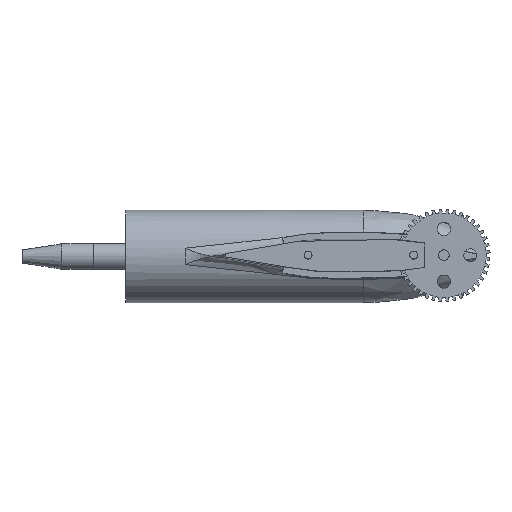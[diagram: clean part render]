
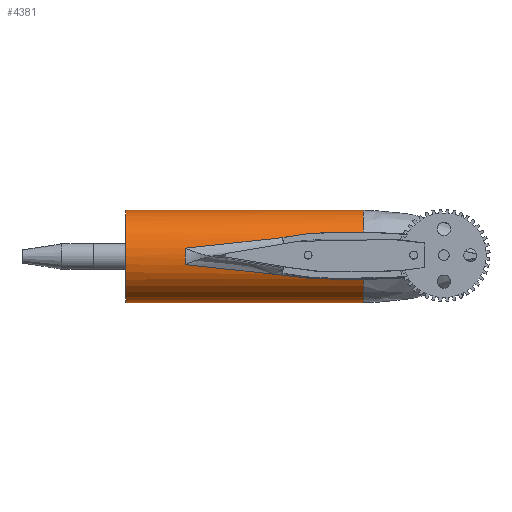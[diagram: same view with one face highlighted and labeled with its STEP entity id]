
A CAD part, top view. The second image highlights one B-rep face of the part: STEP entity #4381.
In plain terms, the highlighted cylindrical face has radius 35.15 mm (diameter 70.3 mm), a full revolution.
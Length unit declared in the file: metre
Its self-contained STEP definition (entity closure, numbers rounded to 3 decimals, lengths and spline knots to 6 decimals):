
#52=B_SPLINE_CURVE_WITH_KNOTS('',3,(#6374,#6375,#6376,#6377,#6378,#6379,
#6380,#6381,#6382,#6383,#6384,#6385,#6386,#6387,#6388,#6389,#6390),
 .UNSPECIFIED.,.F.,.F.,(4,1,1,1,2,1,1,1,1,1,1,1,1,4),(-13.605599,
-12.441843,-11.278088,-10.987149,-10.69621,
-10.161399,-9.626589,-8.556968,-7.487347,
-6.417726,-5.348105,-4.278484,-2.139242,
0.),.UNSPECIFIED.);
#53=B_SPLINE_CURVE_WITH_KNOTS('',3,(#6393,#6394,#6395,#6396,#6397,#6398,
#6399,#6400,#6401,#6402,#6403,#6404,#6405,#6406,#6407),.UNSPECIFIED.,.F.,
 .F.,(4,1,1,1,1,1,1,1,1,1,2,4),(-10.69621,-8.556968,-6.417726,
-5.348105,-4.278484,-3.208863,-2.139242,
-1.069621,-0.53481,-0.267405,0.,2.909389),
 .UNSPECIFIED.);
#110=LINE('',#6372,#579);
#579=VECTOR('',#5034,0.03515);
#1044=CYLINDRICAL_SURFACE('',#4641,0.03515);
#1146=FACE_OUTER_BOUND('',#1385,.T.);
#1385=EDGE_LOOP('',(#2934,#2935,#2936,#2937,#2938,#2939,#2940,#2941));
#1635=CIRCLE('',#4620,0.03515);
#1645=CIRCLE('',#4639,0.03515);
#1646=CIRCLE('',#4640,0.03515);
#1647=CIRCLE('',#4642,0.03515);
#1772=VERTEX_POINT('',#6169);
#1788=VERTEX_POINT('',#6320);
#1790=VERTEX_POINT('',#6333);
#1791=VERTEX_POINT('',#6335);
#1794=VERTEX_POINT('',#6373);
#1795=VERTEX_POINT('',#6391);
#2216=EDGE_CURVE('',#1772,#1772,#1635,.T.);
#2240=EDGE_CURVE('',#1790,#1788,#1645,.T.);
#2241=EDGE_CURVE('',#1791,#1790,#1646,.T.);
#2245=EDGE_CURVE('',#1772,#1790,#110,.T.);
#2246=EDGE_CURVE('',#1794,#1788,#52,.T.);
#2247=EDGE_CURVE('',#1795,#1794,#1647,.T.);
#2248=EDGE_CURVE('',#1791,#1795,#53,.T.);
#2934=ORIENTED_EDGE('',*,*,#2216,.F.);
#2935=ORIENTED_EDGE('',*,*,#2245,.T.);
#2936=ORIENTED_EDGE('',*,*,#2240,.T.);
#2937=ORIENTED_EDGE('',*,*,#2246,.F.);
#2938=ORIENTED_EDGE('',*,*,#2247,.F.);
#2939=ORIENTED_EDGE('',*,*,#2248,.F.);
#2940=ORIENTED_EDGE('',*,*,#2241,.T.);
#2941=ORIENTED_EDGE('',*,*,#2245,.F.);
#4381=ADVANCED_FACE('',(#1146),#1044,.T.);
#4620=AXIS2_PLACEMENT_3D('',#6170,#4982,#4983);
#4639=AXIS2_PLACEMENT_3D('',#6334,#5028,#5029);
#4640=AXIS2_PLACEMENT_3D('',#6336,#5030,#5031);
#4641=AXIS2_PLACEMENT_3D('',#6371,#5032,#5033);
#4642=AXIS2_PLACEMENT_3D('',#6392,#5035,#5036);
#4982=DIRECTION('center_axis',(-1.,0.,0.));
#4983=DIRECTION('ref_axis',(0.,-1.,0.));
#5028=DIRECTION('center_axis',(-1.,0.,0.));
#5029=DIRECTION('ref_axis',(0.,0.,
-1.));
#5030=DIRECTION('center_axis',(-1.,0.,0.));
#5031=DIRECTION('ref_axis',(0.,0.,
-1.));
#5032=DIRECTION('center_axis',(-1.,0.,0.));
#5033=DIRECTION('ref_axis',(0.,-1.,0.));
#5034=DIRECTION('',(1.,0.,0.));
#5035=DIRECTION('center_axis',(1.,0.,0.));
#5036=DIRECTION('ref_axis',(0.,0.,
1.));
#6169=CARTESIAN_POINT('',(-0.2562,0.03515,-0.42));
#6170=CARTESIAN_POINT('Origin',(-0.2562,0.,-0.42));
#6320=CARTESIAN_POINT('',(-0.076,-0.017467,-0.389497));
#6333=CARTESIAN_POINT('',(-0.076,0.03515,-0.42));
#6334=CARTESIAN_POINT('Origin',(-0.076,0.,
-0.42));
#6335=CARTESIAN_POINT('',(-0.076,0.017467,-0.389497));
#6336=CARTESIAN_POINT('Origin',(-0.076,0.,
-0.42));
#6371=CARTESIAN_POINT('Origin',(0.014,0.,
-0.42));
#6372=CARTESIAN_POINT('',(0.014,0.03515,-0.42));
#6373=CARTESIAN_POINT('',(-0.211,-0.006252,-0.38541));
#6374=CARTESIAN_POINT('Ctrl Pts',(-0.211,-0.006252,-0.38541));
#6375=CARTESIAN_POINT('Ctrl Pts',(-0.207145,-0.00658,
-0.38547));
#6376=CARTESIAN_POINT('Ctrl Pts',(-0.199434,-0.007236,
-0.385598));
#6377=CARTESIAN_POINT('Ctrl Pts',(-0.19076,-0.007974,
-0.385764));
#6378=CARTESIAN_POINT('Ctrl Pts',(-0.184978,-0.008466,
-0.385884));
#6379=CARTESIAN_POINT('Ctrl Pts',(-0.18305,-0.00863,
-0.385926));
#6380=CARTESIAN_POINT('Ctrl Pts',(-0.180315,-0.008863,
-0.385985));
#6381=CARTESIAN_POINT('Ctrl Pts',(-0.176774,-0.009179,
-0.386068));
#6382=CARTESIAN_POINT('Ctrl Pts',(-0.169705,-0.009881,
-0.386264));
#6383=CARTESIAN_POINT('Ctrl Pts',(-0.160885,-0.010903,
-0.386573));
#6384=CARTESIAN_POINT('Ctrl Pts',(-0.15036,-0.012422,
-0.387102));
#6385=CARTESIAN_POINT('Ctrl Pts',(-0.139904,-0.014149,
-0.387805));
#6386=CARTESIAN_POINT('Ctrl Pts',(-0.129427,-0.01574,
-0.388559));
#6387=CARTESIAN_POINT('Ctrl Pts',(-0.115278,-0.017103,
-0.389283));
#6388=CARTESIAN_POINT('Ctrl Pts',(-0.097486,-0.01761,
-0.389583));
#6389=CARTESIAN_POINT('Ctrl Pts',(-0.08313,-0.017551,
-0.389545));
#6390=CARTESIAN_POINT('Ctrl Pts',(-0.076,-0.017467,
-0.389497));
#6391=CARTESIAN_POINT('',(-0.211,0.006252,-0.38541));
#6392=CARTESIAN_POINT('Origin',(-0.211,0.,-0.42));
#6393=CARTESIAN_POINT('Ctrl Pts',(-0.076,0.017467,
-0.389497));
#6394=CARTESIAN_POINT('Ctrl Pts',(-0.08313,0.017551,
-0.389545));
#6395=CARTESIAN_POINT('Ctrl Pts',(-0.09749,0.017615,
-0.389584));
#6396=CARTESIAN_POINT('Ctrl Pts',(-0.115275,0.017098,
-0.389281));
#6397=CARTESIAN_POINT('Ctrl Pts',(-0.129427,0.01574,
-0.388559));
#6398=CARTESIAN_POINT('Ctrl Pts',(-0.139904,0.01415,
-0.387805));
#6399=CARTESIAN_POINT('Ctrl Pts',(-0.15036,0.012422,
-0.387102));
#6400=CARTESIAN_POINT('Ctrl Pts',(-0.160885,0.010904,
-0.386574));
#6401=CARTESIAN_POINT('Ctrl Pts',(-0.169705,0.009881,
-0.386264));
#6402=CARTESIAN_POINT('Ctrl Pts',(-0.175891,0.009267,
-0.386093));
#6403=CARTESIAN_POINT('Ctrl Pts',(-0.17943,0.008942,
-0.386006));
#6404=CARTESIAN_POINT('Ctrl Pts',(-0.181201,0.008788,
-0.385966));
#6405=CARTESIAN_POINT('Ctrl Pts',(-0.191723,0.007892,
-0.385737));
#6406=CARTESIAN_POINT('Ctrl Pts',(-0.201361,0.007072,
-0.385559));
#6407=CARTESIAN_POINT('Ctrl Pts',(-0.211,0.006252,-0.38541));
